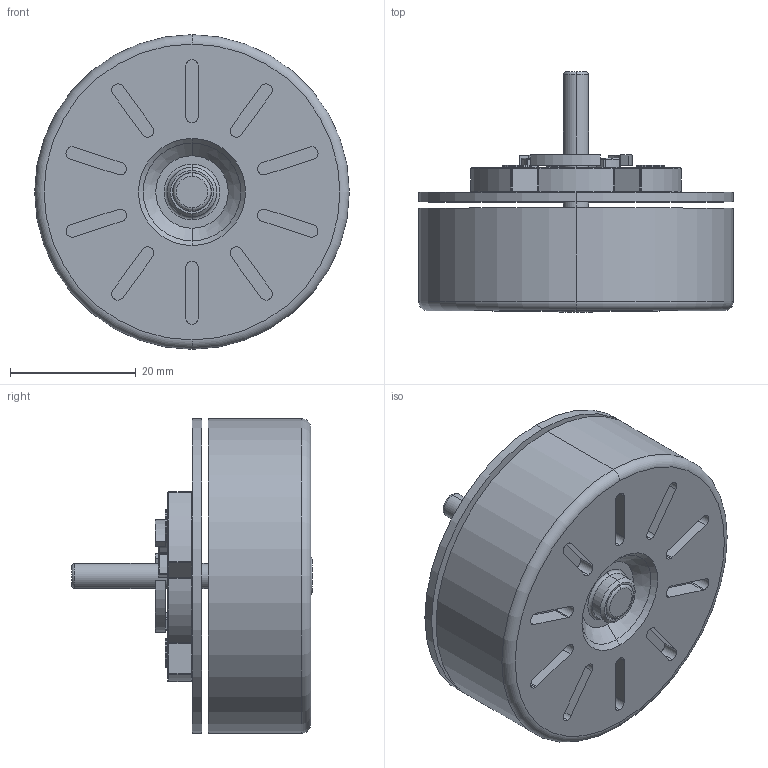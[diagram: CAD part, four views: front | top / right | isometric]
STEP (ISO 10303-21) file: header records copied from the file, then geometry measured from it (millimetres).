
FILE_DESCRIPTION (( 'STEP AP203' ), '1' );
FILE_NAME ('Motor Nichibo Huayi 20V_SEP 29 2025.STEP', '2025-10-01T06:23:21', ( '' ), ( '' ), 'SwSTEP 2.0', 'SolidWorks 2020', '' );
FILE_SCHEMA (( 'CONFIG_CONTROL_DESIGN' ));
Length unit declared in the file: millimetre
Products named in the file (1): Motor Nichibo Huayi 20V_SEP 29 2025
Bounding box: 50 x 38.25 x 50 mm (x, y, z)
Volume: 35666.6 mm3; surface area: 13026.9 mm2
Topology: 4 solids, 4 shells, 478 faces, 1142 edges, 671 vertices
Faces by surface type: cylinder 211, torus 125, plane 104, sphere 26, cone 6, bspline 6
Entity records: 14170 total; most frequent: CARTESIAN_POINT 2745, DIRECTION 2698, ORIENTED_EDGE 2232, AXIS2_PLACEMENT_3D 1146, EDGE_CURVE 1116, CIRCLE 673, VERTEX_POINT 671, EDGE_LOOP 503
